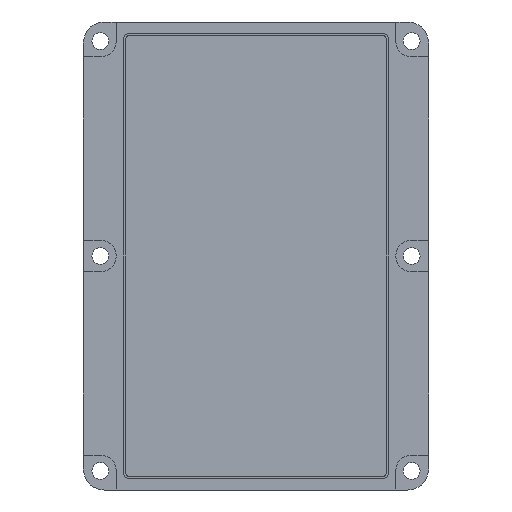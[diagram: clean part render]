
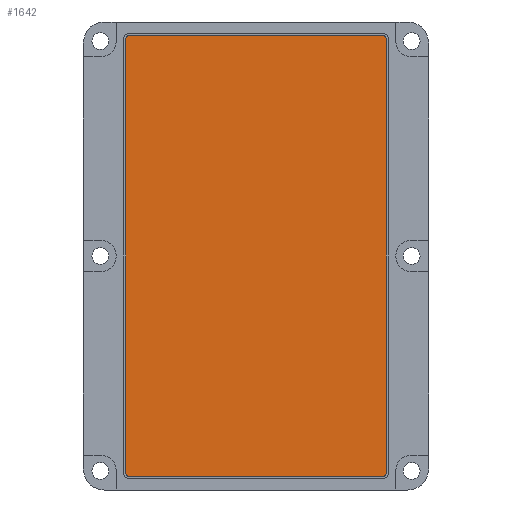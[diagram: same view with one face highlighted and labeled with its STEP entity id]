
A CAD part, front view. The second image highlights one B-rep face of the part: STEP entity #1642.
In plain terms, the highlighted planar face has unit normal (0, -1, 0).
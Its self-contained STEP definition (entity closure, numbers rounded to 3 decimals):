
#100=CIRCLE('',#1802,0.762);
#102=CIRCLE('',#1806,0.762);
#104=CIRCLE('',#1810,0.762);
#106=CIRCLE('',#1814,0.762);
#226=FACE_OUTER_BOUND('',#326,.T.);
#326=EDGE_LOOP('',(#1494,#1495,#1496,#1497,#1498,#1499,#1500,#1501));
#476=LINE('',#2728,#638);
#480=LINE('',#2740,#642);
#484=LINE('',#2752,#646);
#488=LINE('',#2764,#650);
#638=VECTOR('',#2247,10.);
#642=VECTOR('',#2259,10.);
#646=VECTOR('',#2271,10.);
#650=VECTOR('',#2283,10.);
#794=VERTEX_POINT('',#2725);
#795=VERTEX_POINT('',#2727);
#797=VERTEX_POINT('',#2733);
#799=VERTEX_POINT('',#2739);
#801=VERTEX_POINT('',#2745);
#803=VERTEX_POINT('',#2751);
#805=VERTEX_POINT('',#2757);
#807=VERTEX_POINT('',#2763);
#1020=EDGE_CURVE('',#795,#794,#476,.T.);
#1023=EDGE_CURVE('',#797,#795,#100,.T.);
#1026=EDGE_CURVE('',#799,#797,#480,.T.);
#1029=EDGE_CURVE('',#801,#799,#102,.T.);
#1032=EDGE_CURVE('',#803,#801,#484,.T.);
#1035=EDGE_CURVE('',#805,#803,#104,.T.);
#1038=EDGE_CURVE('',#807,#805,#488,.T.);
#1041=EDGE_CURVE('',#794,#807,#106,.T.);
#1494=ORIENTED_EDGE('',*,*,#1041,.T.);
#1495=ORIENTED_EDGE('',*,*,#1038,.T.);
#1496=ORIENTED_EDGE('',*,*,#1035,.T.);
#1497=ORIENTED_EDGE('',*,*,#1032,.T.);
#1498=ORIENTED_EDGE('',*,*,#1029,.T.);
#1499=ORIENTED_EDGE('',*,*,#1026,.T.);
#1500=ORIENTED_EDGE('',*,*,#1023,.T.);
#1501=ORIENTED_EDGE('',*,*,#1020,.T.);
#1557=PLANE('',#1815);
#1642=ADVANCED_FACE('',(#226),#1557,.T.);
#1802=AXIS2_PLACEMENT_3D('',#2734,#2253,#2254);
#1806=AXIS2_PLACEMENT_3D('',#2746,#2265,#2266);
#1810=AXIS2_PLACEMENT_3D('',#2758,#2277,#2278);
#1814=AXIS2_PLACEMENT_3D('',#2768,#2289,#2290);
#1815=AXIS2_PLACEMENT_3D('',#2769,#2291,#2292);
#2247=DIRECTION('',(0.,0.,-1.));
#2253=DIRECTION('center_axis',(0.,-1.,0.));
#2254=DIRECTION('ref_axis',(0.,0.,1.));
#2259=DIRECTION('',(-1.,0.,0.));
#2265=DIRECTION('center_axis',(0.,-1.,0.));
#2266=DIRECTION('ref_axis',(1.,0.,0.));
#2271=DIRECTION('',(0.,0.,1.));
#2277=DIRECTION('center_axis',(0.,-1.,0.));
#2278=DIRECTION('ref_axis',(0.,0.,-1.));
#2283=DIRECTION('',(1.,0.,0.));
#2289=DIRECTION('center_axis',(0.,-1.,0.));
#2290=DIRECTION('ref_axis',(-1.,0.,0.));
#2291=DIRECTION('center_axis',(0.,-1.,0.));
#2292=DIRECTION('ref_axis',(1.,0.,0.));
#2725=CARTESIAN_POINT('',(-31.218,-3.751,-52.11));
#2727=CARTESIAN_POINT('',(-31.218,-3.751,52.11));
#2728=CARTESIAN_POINT('',(-31.218,-3.751,52.11));
#2733=CARTESIAN_POINT('',(-30.456,-3.751,52.872));
#2734=CARTESIAN_POINT('Origin',(-30.456,-3.751,52.11));
#2739=CARTESIAN_POINT('',(30.456,-3.751,52.872));
#2740=CARTESIAN_POINT('',(30.456,-3.751,52.872));
#2745=CARTESIAN_POINT('',(31.218,-3.751,52.11));
#2746=CARTESIAN_POINT('Origin',(30.456,-3.751,52.11));
#2751=CARTESIAN_POINT('',(31.218,-3.751,-52.11));
#2752=CARTESIAN_POINT('',(31.218,-3.751,-52.11));
#2757=CARTESIAN_POINT('',(30.456,-3.751,-52.872));
#2758=CARTESIAN_POINT('Origin',(30.456,-3.751,-52.11));
#2763=CARTESIAN_POINT('',(-30.456,-3.751,-52.872));
#2764=CARTESIAN_POINT('',(-30.456,-3.751,-52.872));
#2768=CARTESIAN_POINT('Origin',(-30.456,-3.751,-52.11));
#2769=CARTESIAN_POINT('Origin',(0.,-3.751,0.));
